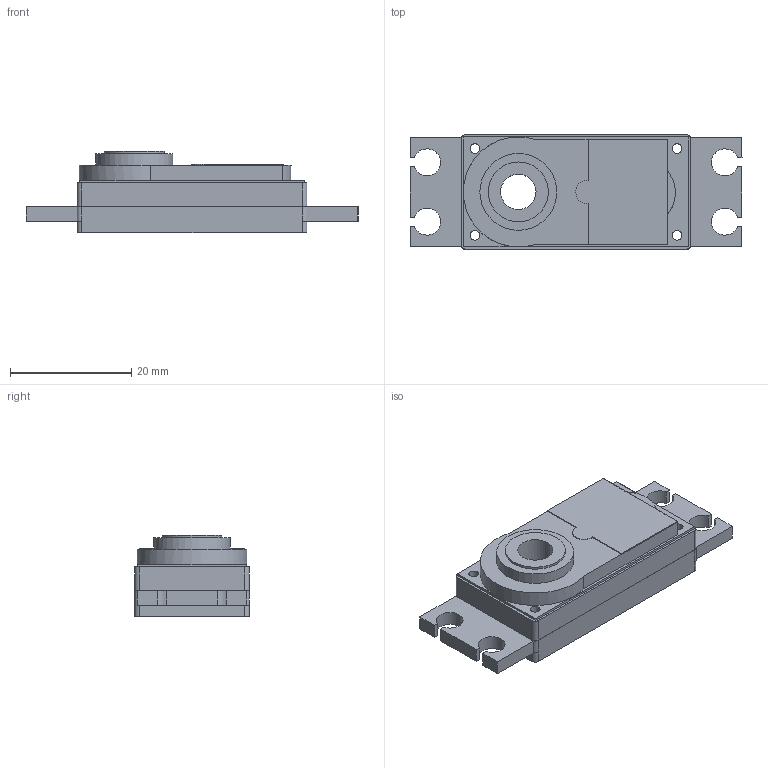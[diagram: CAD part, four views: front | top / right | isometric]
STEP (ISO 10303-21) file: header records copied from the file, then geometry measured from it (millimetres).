
FILE_DESCRIPTION(/* description */ ('Alibre Inc.'),/* implementation_level */ '2;1');
FILE_NAME(/* name */ 'export0',/* time_stamp */ '2007-07-09T07:48:05-07:00',/* author */ (''),/* organization */ (''),/* preprocessor_version */ 'ST-DEVELOPER v10',/* originating_system */ 'Alibre',/* authorisation */ '');
FILE_SCHEMA (('AUTOMOTIVE_DESIGN'));
Length unit declared in the file: centimetre
Bounding box: 54.83 x 18.93 x 13.46 mm (x, y, z)
Volume: 4065.1 mm3; surface area: 4403.4 mm2
Topology: 1 solids, 1 shells, 115 faces, 314 edges, 206 vertices
Faces by surface type: plane 77, cylinder 38
Full cylindrical faces by diameter (mm): 1.588 x4, 5.842 x1, 9.906 x1, 12.7 x1
Entity records: 3445 total; most frequent: ORIENTED_EDGE 612, CARTESIAN_POINT 602, DIRECTION 514, EDGE_CURVE 306, VECTOR 208, LINE 208, VERTEX_POINT 205, AXIS2_PLACEMENT_3D 189
